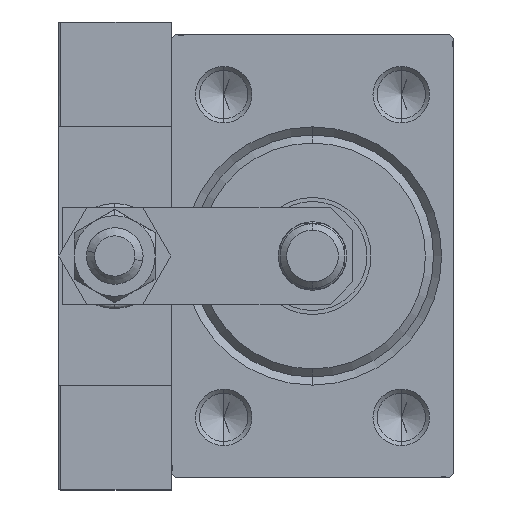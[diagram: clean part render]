
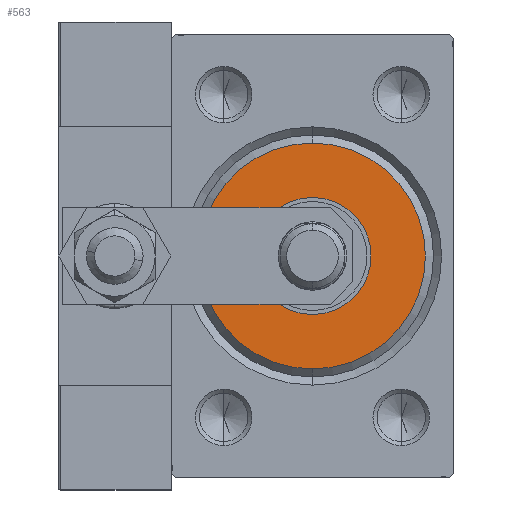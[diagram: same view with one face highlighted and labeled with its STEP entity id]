
A CAD part, left-side view. The second image highlights one B-rep face of the part: STEP entity #563.
In plain terms, the highlighted face is planar.
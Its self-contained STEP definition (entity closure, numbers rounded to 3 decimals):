
#477 = AXIS2_PLACEMENT_3D ( 'NONE', #15419, #16199, #40066 ) ;
#563 = ADVANCED_FACE ( 'NONE', ( #2396, #18529 ), #17740, .T. ) ;
#1147 = EDGE_CURVE ( 'NONE', #35894, #49111, #41235, .T. ) ;
#1746 = ORIENTED_EDGE ( 'NONE', *, *, #1147, .F. ) ;
#2396 = FACE_OUTER_BOUND ( 'NONE', #46982, .T. ) ;
#5841 = CARTESIAN_POINT ( 'NONE',  ( 3., 0., 0. ) ) ;
#9995 = AXIS2_PLACEMENT_3D ( 'NONE', #5841, #26761, #50593 ) ;
#10431 = DIRECTION ( 'NONE',  ( 1., 0., 0. ) ) ;
#13575 = DIRECTION ( 'NONE',  ( 0., 0., -1. ) ) ;
#13778 = AXIS2_PLACEMENT_3D ( 'NONE', #21882, #18146, #34312 ) ;
#15419 = CARTESIAN_POINT ( 'NONE',  ( 3., 0., 0. ) ) ;
#16199 = DIRECTION ( 'NONE',  ( 1., 0., 0. ) ) ;
#17740 = PLANE ( 'NONE',  #9995 ) ;
#18146 = DIRECTION ( 'NONE',  ( 1., 0., 0. ) ) ;
#18366 = AXIS2_PLACEMENT_3D ( 'NONE', #52367, #37963, #13575 ) ;
#18529 = FACE_BOUND ( 'NONE', #45112, .T. ) ;
#18858 = CIRCLE ( 'NONE', #13778, 14. ) ;
#21882 = CARTESIAN_POINT ( 'NONE',  ( 3., 0., 0. ) ) ;
#23196 = AXIS2_PLACEMENT_3D ( 'NONE', #42745, #10431, #39029 ) ;
#26151 = VERTEX_POINT ( 'NONE', #41362 ) ;
#26307 = CARTESIAN_POINT ( 'NONE',  ( 3., 0., 7.25 ) ) ;
#26761 = DIRECTION ( 'NONE',  ( 1., 0., 0. ) ) ;
#30789 = CIRCLE ( 'NONE', #23196, 7.25 ) ;
#31133 = CARTESIAN_POINT ( 'NONE',  ( 3., 0., -7.25 ) ) ;
#31297 = EDGE_CURVE ( 'NONE', #49111, #35894, #30789, .T. ) ;
#32041 = ORIENTED_EDGE ( 'NONE', *, *, #31297, .F. ) ;
#34195 = ORIENTED_EDGE ( 'NONE', *, *, #36854, .T. ) ;
#34312 = DIRECTION ( 'NONE',  ( 0., 0., -1. ) ) ;
#35894 = VERTEX_POINT ( 'NONE', #26307 ) ;
#36854 = EDGE_CURVE ( 'NONE', #26151, #42001, #50361, .T. ) ;
#37963 = DIRECTION ( 'NONE',  ( 1., 0., 0. ) ) ;
#39029 = DIRECTION ( 'NONE',  ( 0., 0., -1. ) ) ;
#40066 = DIRECTION ( 'NONE',  ( 0., 0., -1. ) ) ;
#41235 = CIRCLE ( 'NONE', #18366, 7.25 ) ;
#41362 = CARTESIAN_POINT ( 'NONE',  ( 3., 0., 14. ) ) ;
#42001 = VERTEX_POINT ( 'NONE', #47301 ) ;
#42745 = CARTESIAN_POINT ( 'NONE',  ( 3., 0., 0. ) ) ;
#44922 = EDGE_CURVE ( 'NONE', #42001, #26151, #18858, .T. ) ;
#45112 = EDGE_LOOP ( 'NONE', ( #32041, #1746 ) ) ;
#46982 = EDGE_LOOP ( 'NONE', ( #34195, #49941 ) ) ;
#47301 = CARTESIAN_POINT ( 'NONE',  ( 3., 0., -14. ) ) ;
#49111 = VERTEX_POINT ( 'NONE', #31133 ) ;
#49941 = ORIENTED_EDGE ( 'NONE', *, *, #44922, .T. ) ;
#50361 = CIRCLE ( 'NONE', #477, 14. ) ;
#50593 = DIRECTION ( 'NONE',  ( 0., 0., -1. ) ) ;
#52367 = CARTESIAN_POINT ( 'NONE',  ( 3., 0., 0. ) ) ;
